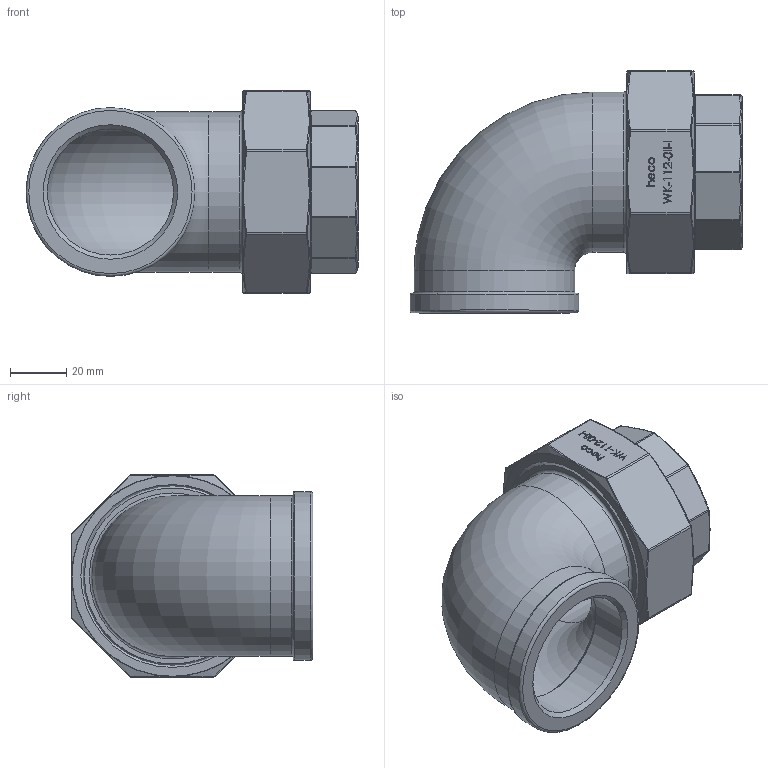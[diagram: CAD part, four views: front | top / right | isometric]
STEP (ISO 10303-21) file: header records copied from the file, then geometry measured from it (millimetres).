
FILE_DESCRIPTION (( 'STEP AP214' ), '1' );
FILE_NAME ('WK-112-0II-I Winkelverschraubung konisch 2202.STEP', '2022-02-18T11:23:21', ( '' ), ( '' ), 'SwSTEP 2.0', 'SolidWorks 2019', '' );
FILE_SCHEMA (( 'AUTOMOTIVE_DESIGN' ));
Length unit declared in the file: millimetre
Products named in the file (1): WK-112-0II-I Winkelverschraubung konisch 2202
Bounding box: 118 x 86 x 72 mm (x, y, z)
Volume: 128717.6 mm3; surface area: 60612.8 mm2
Topology: 3 solids, 3 shells, 328 faces, 791 edges, 496 vertices
Faces by surface type: plane 140, bspline 103, cylinder 40, torus 33, cone 12
Full cylindrical faces by diameter (mm): 44.84 x1, 44.843 x1, 49 x1, 50 x1, 57 x2, 58.5 x1, 59 x1, 60 x1, 62.5 x1, 62.84 x1, 65 x1
Entity records: 17204 total; most frequent: CARTESIAN_POINT 6899, ORIENTED_EDGE 1458, DIRECTION 1095, EDGE_CURVE 729, VERTEX_POINT 482, EDGE_LOOP 409, AXIS2_PLACEMENT_3D 376, FACE_OUTER_BOUND 364
